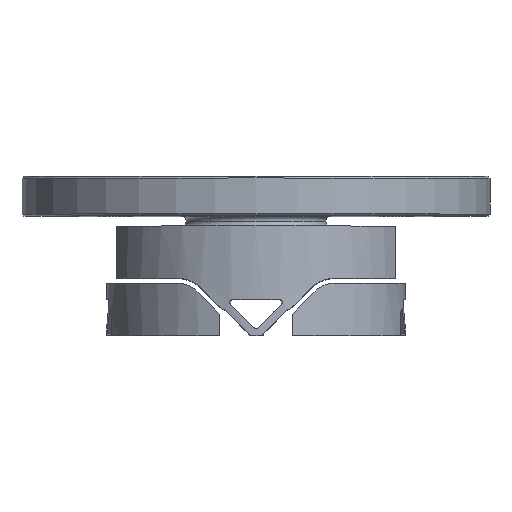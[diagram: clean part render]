
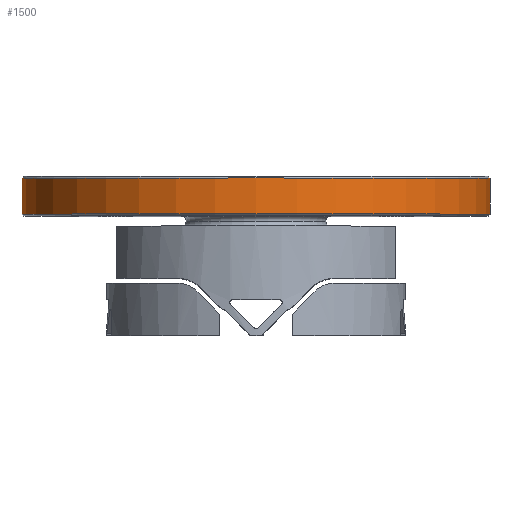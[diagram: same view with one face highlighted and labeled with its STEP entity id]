
A CAD part, top view. The second image highlights one B-rep face of the part: STEP entity #1500.
In plain terms, the highlighted cylindrical face has radius 23.5 mm (diameter 47 mm), a partial arc.
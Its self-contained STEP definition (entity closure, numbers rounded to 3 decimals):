
#42 = DIRECTION ( 'NONE',  ( -1., 0., 0. ) ) ;
#219 = EDGE_LOOP ( 'NONE', ( #1854, #2144, #1814, #4219 ) ) ;
#359 = VECTOR ( 'NONE', #3343, 1000. ) ;
#554 = EDGE_CURVE ( 'NONE', #4701, #3214, #2043, .T. ) ;
#587 = CARTESIAN_POINT ( 'NONE',  ( -23.5, 15.8, 0. ) ) ;
#674 = CARTESIAN_POINT ( 'NONE',  ( 23.5, 12.2, 0. ) ) ;
#709 = VERTEX_POINT ( 'NONE', #3274 ) ;
#866 = DIRECTION ( 'NONE',  ( 0., 1., 0. ) ) ;
#1241 = DIRECTION ( 'NONE',  ( 0., 1., 0. ) ) ;
#1392 = VECTOR ( 'NONE', #866, 1000. ) ;
#1394 = CARTESIAN_POINT ( 'NONE',  ( 23.5, 65.374, 0. ) ) ;
#1500 = ADVANCED_FACE ( 'NONE', ( #3901 ), #3143, .T. ) ;
#1548 = CIRCLE ( 'NONE', #4039, 23.5 ) ;
#1814 = ORIENTED_EDGE ( 'NONE', *, *, #4922, .T. ) ;
#1854 = ORIENTED_EDGE ( 'NONE', *, *, #4116, .T. ) ;
#1932 = DIRECTION ( 'NONE',  ( 0., 1., 0. ) ) ;
#1994 = AXIS2_PLACEMENT_3D ( 'NONE', #4680, #1241, #3846 ) ;
#2018 = CARTESIAN_POINT ( 'NONE',  ( 0., 15.8, 0. ) ) ;
#2043 = LINE ( 'NONE', #3507, #1392 ) ;
#2144 = ORIENTED_EDGE ( 'NONE', *, *, #2948, .T. ) ;
#2902 = CIRCLE ( 'NONE', #3233, 23.5 ) ;
#2948 = EDGE_CURVE ( 'NONE', #3289, #709, #4839, .T. ) ;
#2955 = DIRECTION ( 'NONE',  ( 1., 0., 0. ) ) ;
#3143 = CYLINDRICAL_SURFACE ( 'NONE', #1994, 23.5 ) ;
#3214 = VERTEX_POINT ( 'NONE', #587 ) ;
#3233 = AXIS2_PLACEMENT_3D ( 'NONE', #4563, #1932, #42 ) ;
#3274 = CARTESIAN_POINT ( 'NONE',  ( 23.5, 15.8, 0. ) ) ;
#3278 = DIRECTION ( 'NONE',  ( 0., -1., 0. ) ) ;
#3289 = VERTEX_POINT ( 'NONE', #674 ) ;
#3343 = DIRECTION ( 'NONE',  ( 0., 1., 0. ) ) ;
#3507 = CARTESIAN_POINT ( 'NONE',  ( -23.5, 65.374, 0. ) ) ;
#3846 = DIRECTION ( 'NONE',  ( -1., 0., 0. ) ) ;
#3874 = CARTESIAN_POINT ( 'NONE',  ( -23.5, 12.2, 0. ) ) ;
#3901 = FACE_OUTER_BOUND ( 'NONE', #219, .T. ) ;
#4039 = AXIS2_PLACEMENT_3D ( 'NONE', #2018, #3278, #2955 ) ;
#4116 = EDGE_CURVE ( 'NONE', #4701, #3289, #2902, .T. ) ;
#4219 = ORIENTED_EDGE ( 'NONE', *, *, #554, .F. ) ;
#4563 = CARTESIAN_POINT ( 'NONE',  ( 0., 12.2, 0. ) ) ;
#4680 = CARTESIAN_POINT ( 'NONE',  ( 0., 65.374, 0. ) ) ;
#4701 = VERTEX_POINT ( 'NONE', #3874 ) ;
#4839 = LINE ( 'NONE', #1394, #359 ) ;
#4922 = EDGE_CURVE ( 'NONE', #709, #3214, #1548, .T. ) ;
